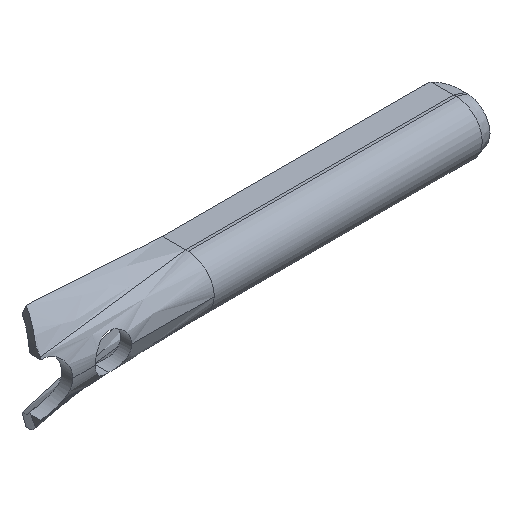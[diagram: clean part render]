
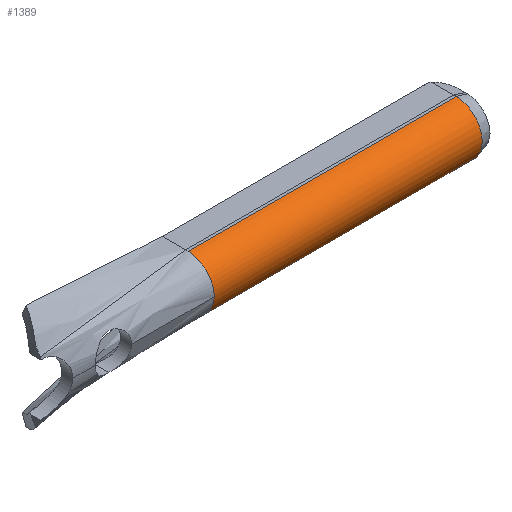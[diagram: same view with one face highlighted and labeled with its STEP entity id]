
A CAD part, isometric view. The second image highlights one B-rep face of the part: STEP entity #1389.
In plain terms, the highlighted cylindrical face has radius 2.375 mm (diameter 4.75 mm), a partial arc.
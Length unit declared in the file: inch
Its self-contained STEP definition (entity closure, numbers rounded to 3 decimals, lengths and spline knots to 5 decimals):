
#89 = EDGE_CURVE ( 'NONE', #898, #802, #254, .T. ) ;
#157 = EDGE_CURVE ( 'NONE', #752, #898, #597, .T. ) ;
#196 = AXIS2_PLACEMENT_3D ( 'NONE', #1231, #1306, #1228 ) ;
#249 = CARTESIAN_POINT ( 'NONE',  ( -1., -0.0935, -0.0008 ) ) ;
#254 = CIRCLE ( 'NONE', #1566, 0.0935 ) ;
#386 = CYLINDRICAL_SURFACE ( 'NONE', #196, 0.0935 ) ;
#394 = FACE_OUTER_BOUND ( 'NONE', #788, .T. ) ;
#418 = DIRECTION ( 'NONE',  ( 1., 0., 0. ) ) ;
#506 = B_SPLINE_CURVE_WITH_KNOTS ( 'NONE', 3,
 ( #1466, #1471, #1439, #1436, #1435, #1432, #1430, #1427, #1424, #1417 ),
 .UNSPECIFIED., .F., .F.,
 ( 4, 2, 2, 2, 4 ),
 ( 0., 0.23522, 0.47044, 0.70567, 0.94089 ),
 .UNSPECIFIED. ) ;
#512 = EDGE_CURVE ( 'NONE', #656, #802, #562, .T. ) ;
#562 = LINE ( 'NONE', #1544, #564 ) ;
#564 = VECTOR ( 'NONE', #1533, 39.37008 ) ;
#592 = VECTOR ( 'NONE', #418, 39.37008 ) ;
#597 = LINE ( 'NONE', #705, #592 ) ;
#656 = VERTEX_POINT ( 'NONE', #1457 ) ;
#693 = EDGE_CURVE ( 'NONE', #656, #1147, #1555, .T. ) ;
#705 = CARTESIAN_POINT ( 'NONE',  ( -1., 0., -0.0935 ) ) ;
#752 = VERTEX_POINT ( 'NONE', #1193 ) ;
#788 = EDGE_LOOP ( 'NONE', ( #925, #833, #836, #1116, #980 ) ) ;
#802 = VERTEX_POINT ( 'NONE', #1082 ) ;
#833 = ORIENTED_EDGE ( 'NONE', *, *, #693, .T. ) ;
#836 = ORIENTED_EDGE ( 'NONE', *, *, #1350, .T. ) ;
#884 = CARTESIAN_POINT ( 'NONE',  ( -0.04, 0., -0.0935 ) ) ;
#898 = VERTEX_POINT ( 'NONE', #884 ) ;
#925 = ORIENTED_EDGE ( 'NONE', *, *, #512, .F. ) ;
#927 = DIRECTION ( 'NONE',  ( 0., 0., -1. ) ) ;
#934 = DIRECTION ( 'NONE',  ( -1., 0., 0. ) ) ;
#948 = CARTESIAN_POINT ( 'NONE',  ( -0.04, 0., 0. ) ) ;
#980 = ORIENTED_EDGE ( 'NONE', *, *, #89, .T. ) ;
#1082 = CARTESIAN_POINT ( 'NONE',  ( -0.04, 0., 0.0935 ) ) ;
#1116 = ORIENTED_EDGE ( 'NONE', *, *, #157, .T. ) ;
#1147 = VERTEX_POINT ( 'NONE', #249 ) ;
#1193 = CARTESIAN_POINT ( 'NONE',  ( -1., 0., -0.0935 ) ) ;
#1228 = DIRECTION ( 'NONE',  ( 0., 0., -1. ) ) ;
#1231 = CARTESIAN_POINT ( 'NONE',  ( -1., 0., 0. ) ) ;
#1306 = DIRECTION ( 'NONE',  ( 1., 0., 0. ) ) ;
#1350 = EDGE_CURVE ( 'NONE', #1147, #752, #506, .T. ) ;
#1367 = CARTESIAN_POINT ( 'NONE',  ( -1., -0.0935, -0.0008 ) ) ;
#1375 = CARTESIAN_POINT ( 'NONE',  ( -1., -0.0936, 0.01151 ) ) ;
#1382 = CARTESIAN_POINT ( 'NONE',  ( -1., -0.09125, 0.02383 ) ) ;
#1386 = CARTESIAN_POINT ( 'NONE',  ( -1., -0.08197, 0.04663 ) ) ;
#1389 = ADVANCED_FACE ( 'NONE', ( #394 ), #386, .T. ) ;
#1390 = CARTESIAN_POINT ( 'NONE',  ( -1., -0.07506, 0.05709 ) ) ;
#1393 = CARTESIAN_POINT ( 'NONE',  ( -1., -0.05773, 0.07457 ) ) ;
#1397 = CARTESIAN_POINT ( 'NONE',  ( -1., -0.04732, 0.08157 ) ) ;
#1399 = CARTESIAN_POINT ( 'NONE',  ( -1., -0.02461, 0.09104 ) ) ;
#1409 = CARTESIAN_POINT ( 'NONE',  ( -1., 0., 0.0935 ) ) ;
#1416 = CARTESIAN_POINT ( 'NONE',  ( -1., -0.01231, 0.0935 ) ) ;
#1417 = CARTESIAN_POINT ( 'NONE',  ( -1., 0., -0.0935 ) ) ;
#1424 = CARTESIAN_POINT ( 'NONE',  ( -1., -0.01217, -0.0935 ) ) ;
#1427 = CARTESIAN_POINT ( 'NONE',  ( -1., -0.02434, -0.09109 ) ) ;
#1430 = CARTESIAN_POINT ( 'NONE',  ( -1., -0.04685, -0.08182 ) ) ;
#1432 = CARTESIAN_POINT ( 'NONE',  ( -1., -0.05719, -0.07497 ) ) ;
#1435 = CARTESIAN_POINT ( 'NONE',  ( -1., -0.07448, -0.05783 ) ) ;
#1436 = CARTESIAN_POINT ( 'NONE',  ( -1., -0.08142, -0.04755 ) ) ;
#1439 = CARTESIAN_POINT ( 'NONE',  ( -1., -0.09088, -0.02512 ) ) ;
#1457 = CARTESIAN_POINT ( 'NONE',  ( -1., 0., 0.0935 ) ) ;
#1466 = CARTESIAN_POINT ( 'NONE',  ( -1., -0.0935, -0.0008 ) ) ;
#1471 = CARTESIAN_POINT ( 'NONE',  ( -1., -0.09339, -0.01297 ) ) ;
#1533 = DIRECTION ( 'NONE',  ( 1., 0., 0. ) ) ;
#1544 = CARTESIAN_POINT ( 'NONE',  ( -1., 0., 0.0935 ) ) ;
#1555 = B_SPLINE_CURVE_WITH_KNOTS ( 'NONE', 3,
 ( #1409, #1416, #1399, #1397, #1393, #1390, #1386, #1382, #1375, #1367 ),
 .UNSPECIFIED., .F., .F.,
 ( 4, 2, 2, 2, 4 ),
 ( 0.05851, 0.29388, 0.52926, 0.76463, 1. ),
 .UNSPECIFIED. ) ;
#1566 = AXIS2_PLACEMENT_3D ( 'NONE', #948, #934, #927 ) ;
